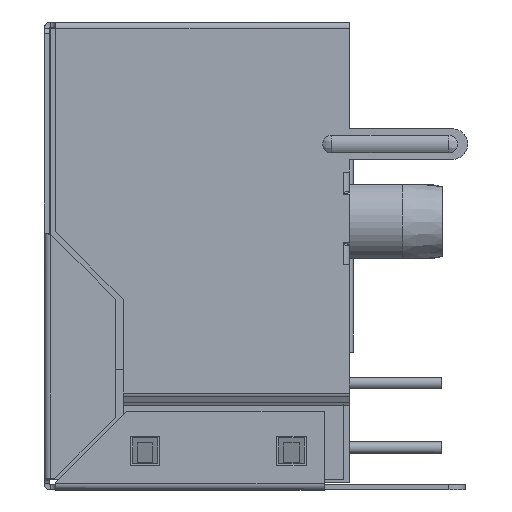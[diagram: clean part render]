
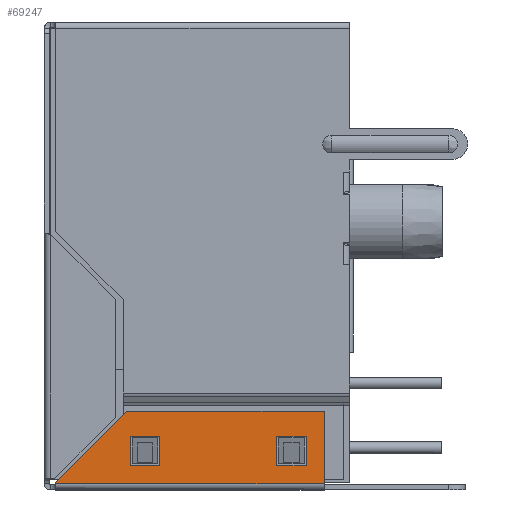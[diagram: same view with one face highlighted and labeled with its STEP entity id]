
A CAD part, left-side view. The second image highlights one B-rep face of the part: STEP entity #69247.
In plain terms, the highlighted planar face has unit normal (-1, 0, 0).
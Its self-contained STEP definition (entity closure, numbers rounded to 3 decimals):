
#426 = VERTEX_POINT ( 'NONE', #24091 ) ;
#1268 = LINE ( 'NONE', #36179, #4055 ) ;
#1534 = FACE_OUTER_BOUND ( 'NONE', #12884, .T. ) ;
#2498 = VECTOR ( 'NONE', #20146, 1000. ) ;
#3153 = AXIS2_PLACEMENT_3D ( 'NONE', #4080, #68985, #74727 ) ;
#3429 = CARTESIAN_POINT ( 'NONE',  ( -29.5, 2.605, -8.251 ) ) ;
#3797 = EDGE_CURVE ( 'NONE', #74986, #65951, #1268, .T. ) ;
#4055 = VECTOR ( 'NONE', #12548, 1000. ) ;
#4080 = CARTESIAN_POINT ( 'NONE',  ( -29.5, -5.211, -6.024 ) ) ;
#4367 = LINE ( 'NONE', #73718, #2498 ) ;
#4742 = VECTOR ( 'NONE', #55082, 1000. ) ;
#4850 = CARTESIAN_POINT ( 'NONE',  ( -29.5, 1.455, -7.101 ) ) ;
#5045 = LINE ( 'NONE', #27609, #17969 ) ;
#6095 = CARTESIAN_POINT ( 'NONE',  ( -29.5, -4.295, -8.251 ) ) ;
#6167 = CARTESIAN_POINT ( 'NONE',  ( -29.5, -4.295, -7.101 ) ) ;
#7893 = DIRECTION ( 'NONE',  ( 0., 0., -1. ) ) ;
#9313 = LINE ( 'NONE', #20311, #4742 ) ;
#9645 = VERTEX_POINT ( 'NONE', #20956 ) ;
#10256 = DIRECTION ( 'NONE',  ( 0., 1., 0. ) ) ;
#10699 = CARTESIAN_POINT ( 'NONE',  ( -29.5, 5.543, -8.894 ) ) ;
#11103 = LINE ( 'NONE', #16789, #25031 ) ;
#11297 = EDGE_CURVE ( 'NONE', #58268, #37413, #66638, .T. ) ;
#12548 = DIRECTION ( 'NONE',  ( 0., 1., 0. ) ) ;
#12655 = VERTEX_POINT ( 'NONE', #59785 ) ;
#12884 = EDGE_LOOP ( 'NONE', ( #16901, #25051, #63618, #70182, #43836 ) ) ;
#14550 = CARTESIAN_POINT ( 'NONE',  ( -29.5, -5., -8.951 ) ) ;
#15369 = VERTEX_POINT ( 'NONE', #6095 ) ;
#15915 = VERTEX_POINT ( 'NONE', #14550 ) ;
#16711 = EDGE_CURVE ( 'NONE', #15915, #74986, #18497, .T. ) ;
#16789 = CARTESIAN_POINT ( 'NONE',  ( -29.5, 5.543, -6.024 ) ) ;
#16901 = ORIENTED_EDGE ( 'NONE', *, *, #75824, .F. ) ;
#16909 = EDGE_CURVE ( 'NONE', #21904, #12655, #19380, .T. ) ;
#17969 = VECTOR ( 'NONE', #57433, 1000. ) ;
#18497 = LINE ( 'NONE', #28209, #54677 ) ;
#19160 = FACE_BOUND ( 'NONE', #49875, .T. ) ;
#19201 = VECTOR ( 'NONE', #20971, 1000. ) ;
#19380 = LINE ( 'NONE', #29641, #43510 ) ;
#20146 = DIRECTION ( 'NONE',  ( 0., -1., 0. ) ) ;
#20311 = CARTESIAN_POINT ( 'NONE',  ( -29.5, 2.75, -6.101 ) ) ;
#20853 = DIRECTION ( 'NONE',  ( 0., 1., 0. ) ) ;
#20956 = CARTESIAN_POINT ( 'NONE',  ( -29.5, -3.145, -8.251 ) ) ;
#20971 = DIRECTION ( 'NONE',  ( 0., -1., 0. ) ) ;
#21727 = CARTESIAN_POINT ( 'NONE',  ( -29.5, -5.211, -7.101 ) ) ;
#21904 = VERTEX_POINT ( 'NONE', #4850 ) ;
#23284 = VERTEX_POINT ( 'NONE', #47081 ) ;
#24091 = CARTESIAN_POINT ( 'NONE',  ( -29.5, 2.605, -7.101 ) ) ;
#25031 = VECTOR ( 'NONE', #27954, 1000. ) ;
#25051 = ORIENTED_EDGE ( 'NONE', *, *, #16711, .T. ) ;
#25848 = EDGE_CURVE ( 'NONE', #12655, #72683, #74591, .T. ) ;
#26844 = LINE ( 'NONE', #75583, #33352 ) ;
#27003 = CARTESIAN_POINT ( 'NONE',  ( -29.5, -3.145, -7.101 ) ) ;
#27354 = EDGE_CURVE ( 'NONE', #76040, #23284, #11103, .T. ) ;
#27609 = CARTESIAN_POINT ( 'NONE',  ( -29.5, -5., -8.951 ) ) ;
#27954 = DIRECTION ( 'NONE',  ( 0., 0., -1. ) ) ;
#28209 = CARTESIAN_POINT ( 'NONE',  ( -29.5, -5., -6.024 ) ) ;
#29641 = CARTESIAN_POINT ( 'NONE',  ( -29.5, 1.455, -6.024 ) ) ;
#33115 = FACE_BOUND ( 'NONE', #66359, .T. ) ;
#33352 = VECTOR ( 'NONE', #52136, 1000. ) ;
#34190 = DIRECTION ( 'NONE',  ( 0., 0., 1. ) ) ;
#34228 = CARTESIAN_POINT ( 'NONE',  ( -29.5, -3.145, -6.024 ) ) ;
#36179 = CARTESIAN_POINT ( 'NONE',  ( -29.5, -5.211, -6.101 ) ) ;
#37413 = VERTEX_POINT ( 'NONE', #6167 ) ;
#37784 = EDGE_CURVE ( 'NONE', #15369, #9645, #43098, .T. ) ;
#39196 = VECTOR ( 'NONE', #20853, 1000. ) ;
#40077 = EDGE_CURVE ( 'NONE', #65951, #76040, #9313, .T. ) ;
#43098 = LINE ( 'NONE', #45814, #57028 ) ;
#43510 = VECTOR ( 'NONE', #59978, 1000. ) ;
#43836 = ORIENTED_EDGE ( 'NONE', *, *, #27354, .T. ) ;
#44225 = VECTOR ( 'NONE', #7893, 1000. ) ;
#45814 = CARTESIAN_POINT ( 'NONE',  ( -29.5, -5.211, -8.251 ) ) ;
#47081 = CARTESIAN_POINT ( 'NONE',  ( -29.5, 5.543, -8.951 ) ) ;
#48188 = DIRECTION ( 'NONE',  ( 0., 0., 1. ) ) ;
#48531 = ORIENTED_EDGE ( 'NONE', *, *, #57250, .T. ) ;
#49875 = EDGE_LOOP ( 'NONE', ( #72240, #51521, #59466, #48531 ) ) ;
#51521 = ORIENTED_EDGE ( 'NONE', *, *, #25848, .T. ) ;
#51715 = ORIENTED_EDGE ( 'NONE', *, *, #56681, .T. ) ;
#52136 = DIRECTION ( 'NONE',  ( 0., 0., 1. ) ) ;
#53078 = CARTESIAN_POINT ( 'NONE',  ( -29.5, 2.75, -6.101 ) ) ;
#54228 = LINE ( 'NONE', #34228, #56995 ) ;
#54677 = VECTOR ( 'NONE', #34190, 1000. ) ;
#55082 = DIRECTION ( 'NONE',  ( 0., 0.707, -0.707 ) ) ;
#56406 = CARTESIAN_POINT ( 'NONE',  ( -29.5, -4.295, -6.024 ) ) ;
#56681 = EDGE_CURVE ( 'NONE', #37413, #15369, #73131, .T. ) ;
#56995 = VECTOR ( 'NONE', #48188, 1000. ) ;
#57028 = VECTOR ( 'NONE', #10256, 1000. ) ;
#57250 = EDGE_CURVE ( 'NONE', #426, #21904, #4367, .T. ) ;
#57433 = DIRECTION ( 'NONE',  ( 0., 1., 0. ) ) ;
#58268 = VERTEX_POINT ( 'NONE', #27003 ) ;
#59466 = ORIENTED_EDGE ( 'NONE', *, *, #61521, .T. ) ;
#59785 = CARTESIAN_POINT ( 'NONE',  ( -29.5, 1.455, -8.251 ) ) ;
#59978 = DIRECTION ( 'NONE',  ( 0., 0., -1. ) ) ;
#60363 = ORIENTED_EDGE ( 'NONE', *, *, #11297, .T. ) ;
#61521 = EDGE_CURVE ( 'NONE', #72683, #426, #26844, .T. ) ;
#63553 = ORIENTED_EDGE ( 'NONE', *, *, #37784, .T. ) ;
#63618 = ORIENTED_EDGE ( 'NONE', *, *, #3797, .T. ) ;
#64221 = EDGE_CURVE ( 'NONE', #9645, #58268, #54228, .T. ) ;
#65951 = VERTEX_POINT ( 'NONE', #53078 ) ;
#66359 = EDGE_LOOP ( 'NONE', ( #51715, #63553, #68807, #60363 ) ) ;
#66638 = LINE ( 'NONE', #21727, #19201 ) ;
#67962 = PLANE ( 'NONE',  #3153 ) ;
#68807 = ORIENTED_EDGE ( 'NONE', *, *, #64221, .T. ) ;
#68985 = DIRECTION ( 'NONE',  ( -1., 0., 0. ) ) ;
#69247 = ADVANCED_FACE ( 'NONE', ( #19160, #33115, #1534 ), #67962, .T. ) ;
#69325 = CARTESIAN_POINT ( 'NONE',  ( -29.5, -5., -6.101 ) ) ;
#70182 = ORIENTED_EDGE ( 'NONE', *, *, #40077, .T. ) ;
#72240 = ORIENTED_EDGE ( 'NONE', *, *, #16909, .T. ) ;
#72683 = VERTEX_POINT ( 'NONE', #3429 ) ;
#73131 = LINE ( 'NONE', #56406, #44225 ) ;
#73718 = CARTESIAN_POINT ( 'NONE',  ( -29.5, -5.211, -7.101 ) ) ;
#74178 = CARTESIAN_POINT ( 'NONE',  ( -29.5, -5.211, -8.251 ) ) ;
#74591 = LINE ( 'NONE', #74178, #39196 ) ;
#74727 = DIRECTION ( 'NONE',  ( 0., 0., 1. ) ) ;
#74986 = VERTEX_POINT ( 'NONE', #69325 ) ;
#75583 = CARTESIAN_POINT ( 'NONE',  ( -29.5, 2.605, -6.024 ) ) ;
#75824 = EDGE_CURVE ( 'NONE', #15915, #23284, #5045, .T. ) ;
#76040 = VERTEX_POINT ( 'NONE', #10699 ) ;
